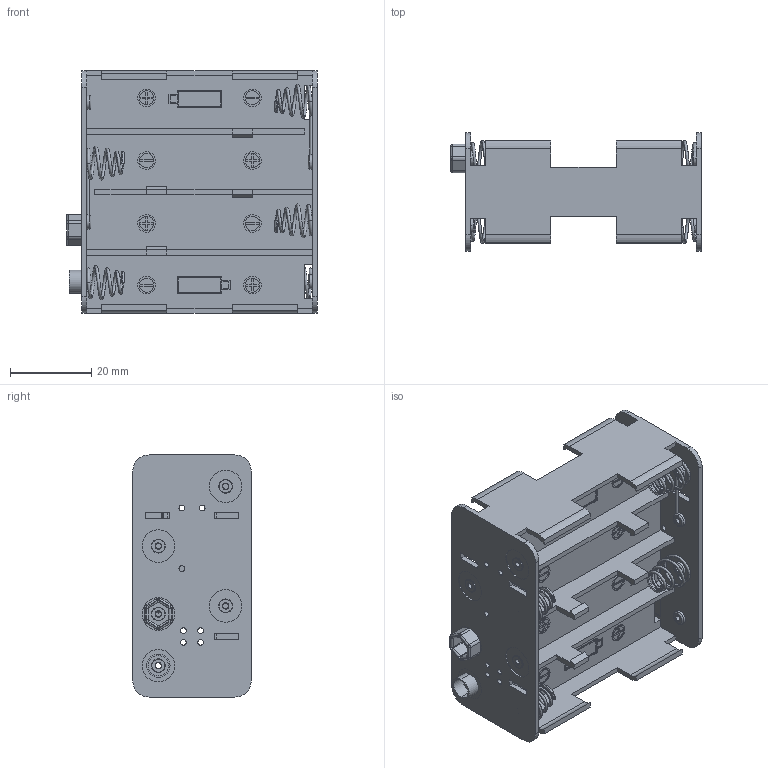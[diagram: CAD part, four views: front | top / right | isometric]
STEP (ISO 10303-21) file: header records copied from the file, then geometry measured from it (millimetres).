
FILE_DESCRIPTION (( 'STEP AP214' ), '1' );
FILE_NAME ('BH48AASF.STEP', '2023-01-30T21:32:14', ( '' ), ( '' ), 'SwSTEP 2.0', 'SolidWorks 2021', '' );
FILE_SCHEMA (( 'AUTOMOTIVE_DESIGN' ));
Length unit declared in the file: millimetre
Products named in the file (1): BH48AASF
Bounding box: 61.59 x 29.1 x 59.5 mm (x, y, z)
Volume: 17472 mm3; surface area: 24684.1 mm2
Topology: 13 solids, 13 shells, 1013 faces, 2499 edges, 1613 vertices
Faces by surface type: plane 549, cylinder 321, torus 111, bspline 32
Entity records: 49402 total; most frequent: CARTESIAN_POINT 24470, DIRECTION 5220, ORIENTED_EDGE 4998, EDGE_CURVE 2499, AXIS2_PLACEMENT_3D 1851, VERTEX_POINT 1613, VECTOR 1518, LINE 1518
